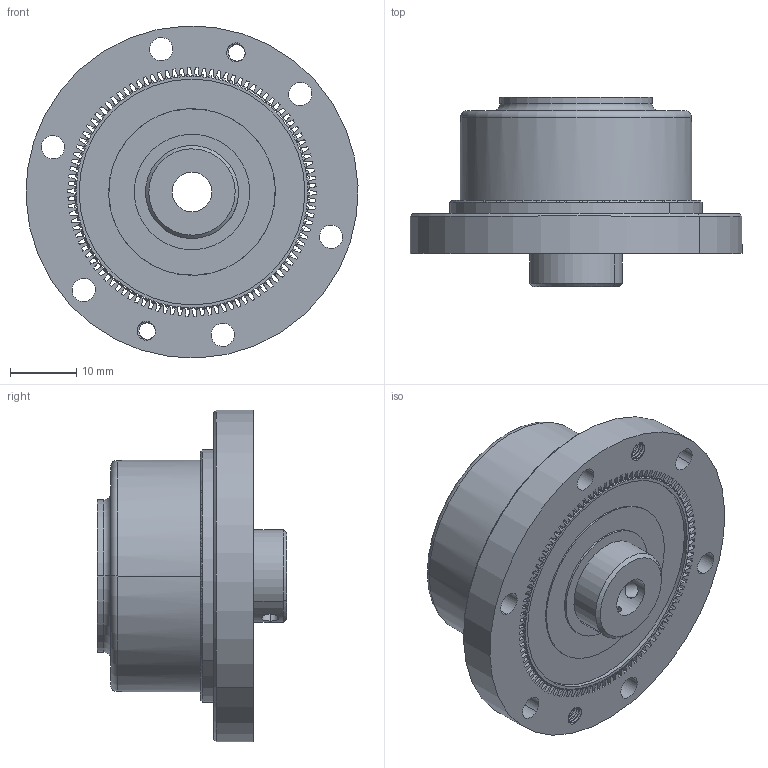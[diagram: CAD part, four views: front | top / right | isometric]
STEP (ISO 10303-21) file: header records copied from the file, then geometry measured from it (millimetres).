
FILE_DESCRIPTION (( 'STEP AP214' ), '1' );
FILE_NAME ('CSF-14-001.STEP', '2018-03-16T19:14:12', ( '' ), ( '' ), 'SwSTEP 2.0', 'SolidWorks 2017', '' );
FILE_SCHEMA (( 'AUTOMOTIVE_DESIGN' ));
Length unit declared in the file: millimetre
Products named in the file (5): CSF-14-004; CSF-14-001; CSF-14-002; CSF-14-006; CSF-14-003
Assembly tree (4 placements, depth 2):
  CSF-14-001
    CSF-14-002
    CSF-14-003
    CSF-14-004
    CSF-14-006
Bounding box: 49.96 x 28.5 x 49.96 mm (x, y, z)
Volume: 16485.6 mm3; surface area: 17776.6 mm2
Topology: 4 solids, 4 shells, 1184 faces, 3280 edges, 2112 vertices
Faces by surface type: plane 626, cylinder 336, cone 206, bspline 12, torus 4
Entity records: 43100 total; most frequent: CARTESIAN_POINT 13419, ORIENTED_EDGE 6560, DIRECTION 5714, EDGE_CURVE 3280, VERTEX_POINT 2112, AXIS2_PLACEMENT_3D 1925, VECTOR 1864, LINE 1864
